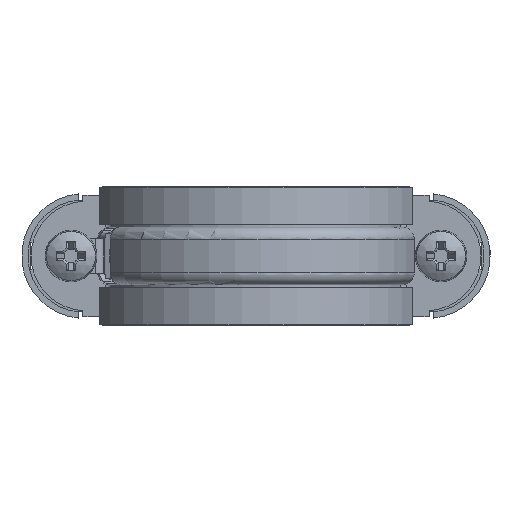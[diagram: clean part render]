
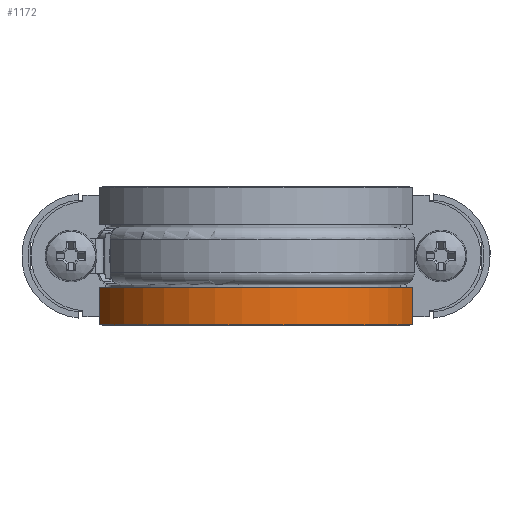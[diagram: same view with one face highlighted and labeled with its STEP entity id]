
A CAD part, front view. The second image highlights one B-rep face of the part: STEP entity #1172.
In plain terms, the highlighted cylindrical face has radius 27.05 mm (diameter 54.1 mm), a partial arc.
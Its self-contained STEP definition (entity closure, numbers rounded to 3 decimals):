
#1114=CARTESIAN_POINT('',(-25.798,-8.134,-5.219));
#1115=VERTEX_POINT('',#1114);
#1122=CARTESIAN_POINT('',(25.798,-8.134,-5.219));
#1123=VERTEX_POINT('',#1122);
#1124=CARTESIAN_POINT('',(0.0,0.0,-5.219));
#1125=DIRECTION('',(0.0,0.0,-1.0));
#1126=DIRECTION('',(0.954,-0.301,0.0));
#1127=AXIS2_PLACEMENT_3D('',#1124,#1125,#1126);
#1128=CIRCLE('',#1127,27.05);
#1129=EDGE_CURVE('',#1123,#1115,#1128,.T.);
#1141=CARTESIAN_POINT('',(0.0,0.0,-8.269));
#1142=DIRECTION('',(0.0,0.0,-1.0));
#1143=DIRECTION('',(0.954,-0.301,0.0));
#1144=AXIS2_PLACEMENT_3D('',#1141,#1142,#1143);
#1145=CYLINDRICAL_SURFACE('',#1144,27.05);
#1146=CARTESIAN_POINT('',(-25.798,-8.134,-11.319));
#1147=VERTEX_POINT('',#1146);
#1148=CARTESIAN_POINT('',(-25.798,-8.134,-5.219));
#1149=DIRECTION('',(0.0,0.0,-1.0));
#1150=VECTOR('',#1149,6.1);
#1151=LINE('',#1148,#1150);
#1152=EDGE_CURVE('',#1115,#1147,#1151,.T.);
#1153=ORIENTED_EDGE('',*,*,#1152,.T.);
#1154=CARTESIAN_POINT('',(25.798,-8.134,-11.319));
#1155=VERTEX_POINT('',#1154);
#1156=CARTESIAN_POINT('',(0.0,0.0,-11.319));
#1157=DIRECTION('',(0.0,0.0,-1.0));
#1158=DIRECTION('',(0.954,-0.301,0.0));
#1159=AXIS2_PLACEMENT_3D('',#1156,#1157,#1158);
#1160=CIRCLE('',#1159,27.05);
#1161=EDGE_CURVE('',#1155,#1147,#1160,.T.);
#1162=ORIENTED_EDGE('',*,*,#1161,.F.);
#1163=CARTESIAN_POINT('',(25.798,-8.134,-11.319));
#1164=DIRECTION('',(0.0,0.0,1.0));
#1165=VECTOR('',#1164,6.1);
#1166=LINE('',#1163,#1165);
#1167=EDGE_CURVE('',#1155,#1123,#1166,.T.);
#1168=ORIENTED_EDGE('',*,*,#1167,.T.);
#1169=ORIENTED_EDGE('',*,*,#1129,.T.);
#1170=EDGE_LOOP('',(#1153,#1162,#1168,#1169));
#1171=FACE_OUTER_BOUND('',#1170,.T.);
#1172=ADVANCED_FACE('',(#1171),#1145,.T.);
